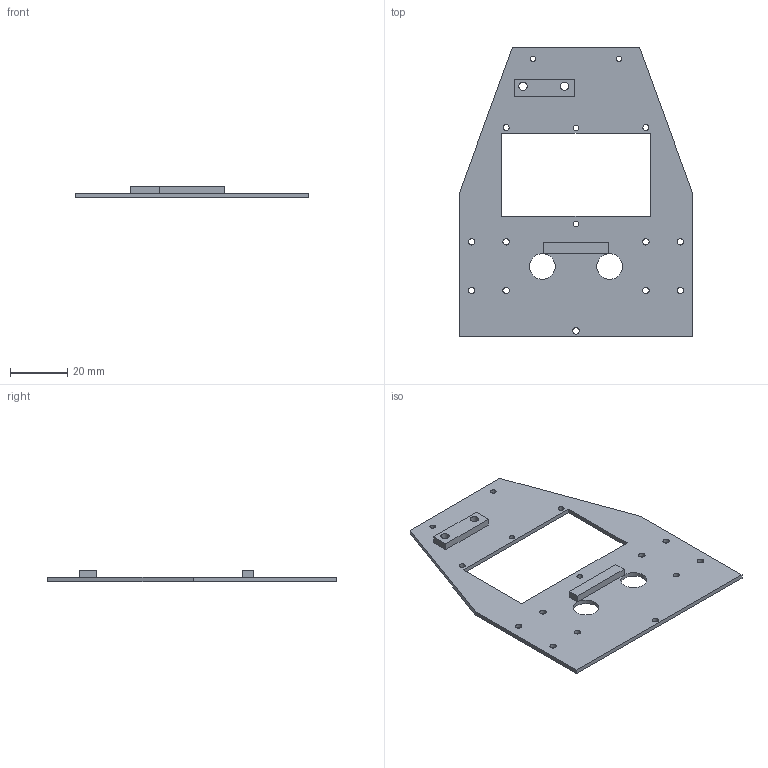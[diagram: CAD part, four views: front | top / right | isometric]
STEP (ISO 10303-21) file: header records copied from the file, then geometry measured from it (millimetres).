
FILE_DESCRIPTION(/* description */ (''),/* implementation_level */ '2;1');
FILE_NAME(/* name */ 'ChassisA v17.step',/* time_stamp */ '2023-07-04T08:53:49-07:00',/* author */ (''),/* organization */ (''),/* preprocessor_version */ 'ST-DEVELOPER v19.2',/* originating_system */ 'Autodesk Translation Framework v12.6.0.85',/* authorisation */ '');
FILE_SCHEMA (('AUTOMOTIVE_DESIGN { 1 0 10303 214 3 1 1 }'));
Length unit declared in the file: millimetre
Products named in the file (1): ChassisA
Bounding box: 81.5 x 101 x 4 mm (x, y, z)
Volume: 8886.9 mm3; surface area: 12490.4 mm2
Topology: 1 solids, 1 shells, 41 faces, 111 edges, 74 vertices
Faces by surface type: plane 22, cylinder 19
Full cylindrical faces by diameter (mm): 1.9 x3, 2 x1, 2.1 x2, 2.25 x9, 2.9 x2, 9 x2
Entity records: 1416 total; most frequent: DIRECTION 233, CARTESIAN_POINT 227, ORIENTED_EDGE 222, EDGE_CURVE 111, EDGE_LOOP 83, AXIS2_PLACEMENT_3D 80, VERTEX_POINT 74, LINE 73
